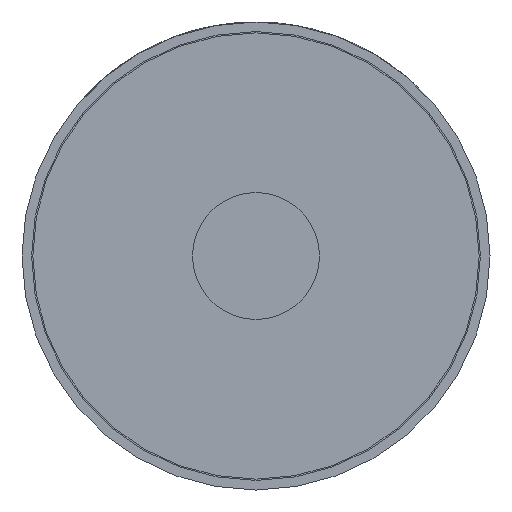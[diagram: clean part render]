
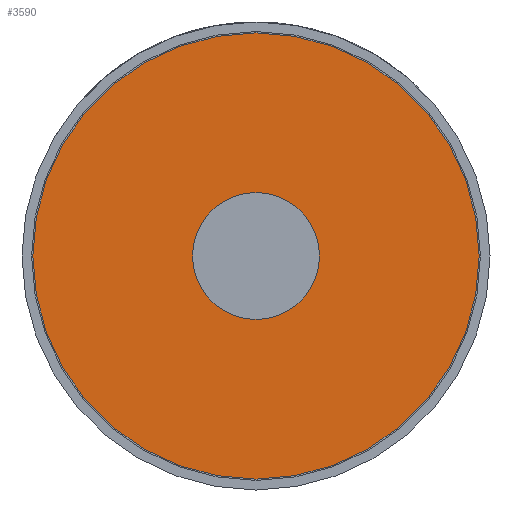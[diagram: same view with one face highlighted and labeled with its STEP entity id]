
A CAD part, front view. The second image highlights one B-rep face of the part: STEP entity #3590.
In plain terms, the highlighted planar face has unit normal (0, -1, 0).
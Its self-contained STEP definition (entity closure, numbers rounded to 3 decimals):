
#2 = VERTEX_POINT ( 'NONE', #4319 ) ;
#32 = FACE_BOUND ( 'NONE', #3851, .T. ) ;
#56 = CIRCLE ( 'NONE', #3142, 1.74 ) ;
#131 = VERTEX_POINT ( 'NONE', #3425 ) ;
#148 = DIRECTION ( 'NONE',  ( 0., 0., 1. ) ) ;
#151 = DIRECTION ( 'NONE',  ( 0., 0., 1. ) ) ;
#176 = DIRECTION ( 'NONE',  ( 0., 0., -1. ) ) ;
#227 = PLANE ( 'NONE',  #1428 ) ;
#626 = ORIENTED_EDGE ( 'NONE', *, *, #712, .T. ) ;
#643 = CIRCLE ( 'NONE', #4281, 0.37 ) ;
#712 = EDGE_CURVE ( 'Defeature ausgef�hrt1_4+Defeature ausgef�hrt1_5+Defeature ausgef�hrt1_5+Defeature ausgef�hrt1_5', #2778, #2, #3493, .T. ) ;
#1040 = DIRECTION ( 'NONE',  ( 0., 0., -1. ) ) ;
#1078 = EDGE_CURVE ( 'Defeature ausgef�hrt1_4+Defeature ausgef�hrt1_5+Defeature ausgef�hrt1_5+Defeature ausgef�hrt1_5', #2, #2778, #56, .T. ) ;
#1220 = ORIENTED_EDGE ( 'NONE', *, *, #1655, .T. ) ;
#1428 = AXIS2_PLACEMENT_3D ( 'NONE', #3177, #1469, #1040 ) ;
#1430 = CARTESIAN_POINT ( 'NONE',  ( 0.037, 0.053, 0. ) ) ;
#1469 = DIRECTION ( 'NONE',  ( 0., -1., 0. ) ) ;
#1655 = EDGE_CURVE ( 'Defeature ausgef�hrt1_4+Defeature ausgef�hrt1_14+Defeature ausgef�hrt1_14+Defeature ausgef�hrt1_14', #2197, #131, #2862, .T. ) ;
#1691 = EDGE_CURVE ( 'Defeature ausgef�hrt1_4+Defeature ausgef�hrt1_14+Defeature ausgef�hrt1_14+Defeature ausgef�hrt1_14', #131, #2197, #643, .T. ) ;
#2032 = CARTESIAN_POINT ( 'NONE',  ( 0.037, 0.053, -1.74 ) ) ;
#2197 = VERTEX_POINT ( 'NONE', #3568 ) ;
#2345 = CARTESIAN_POINT ( 'NONE',  ( 0.037, 0.053, 0. ) ) ;
#2768 = DIRECTION ( 'NONE',  ( 0., -1., 0. ) ) ;
#2778 = VERTEX_POINT ( 'NONE', #2032 ) ;
#2862 = CIRCLE ( 'NONE', #3837, 0.37 ) ;
#3142 = AXIS2_PLACEMENT_3D ( 'NONE', #2345, #2768, #176 ) ;
#3177 = CARTESIAN_POINT ( 'NONE',  ( 0.037, 0.053, 0. ) ) ;
#3262 = FACE_OUTER_BOUND ( 'NONE', #4868, .T. ) ;
#3425 = CARTESIAN_POINT ( 'NONE',  ( 0.037, 0.053, -0.37 ) ) ;
#3429 = ORIENTED_EDGE ( 'NONE', *, *, #1078, .T. ) ;
#3493 = CIRCLE ( 'NONE', #5275, 1.74 ) ;
#3568 = CARTESIAN_POINT ( 'NONE',  ( 0.037, 0.053, 0.37 ) ) ;
#3590 = ADVANCED_FACE ( 'Defeature ausgef�hrt1_4', ( #32, #3262 ), #227, .T. ) ;
#3659 = CARTESIAN_POINT ( 'NONE',  ( 0.037, 0.053, 0. ) ) ;
#3837 = AXIS2_PLACEMENT_3D ( 'NONE', #4550, #5405, #151 ) ;
#3851 = EDGE_LOOP ( 'NONE', ( #1220, #4656 ) ) ;
#4088 = DIRECTION ( 'NONE',  ( 0., -1., 0. ) ) ;
#4281 = AXIS2_PLACEMENT_3D ( 'NONE', #1430, #5225, #148 ) ;
#4319 = CARTESIAN_POINT ( 'NONE',  ( 0.037, 0.053, 1.74 ) ) ;
#4550 = CARTESIAN_POINT ( 'NONE',  ( 0.037, 0.053, 0. ) ) ;
#4555 = DIRECTION ( 'NONE',  ( 0., 0., -1. ) ) ;
#4656 = ORIENTED_EDGE ( 'NONE', *, *, #1691, .T. ) ;
#4868 = EDGE_LOOP ( 'NONE', ( #626, #3429 ) ) ;
#5225 = DIRECTION ( 'NONE',  ( 0., 1., 0. ) ) ;
#5275 = AXIS2_PLACEMENT_3D ( 'NONE', #3659, #4088, #4555 ) ;
#5405 = DIRECTION ( 'NONE',  ( 0., 1., 0. ) ) ;
